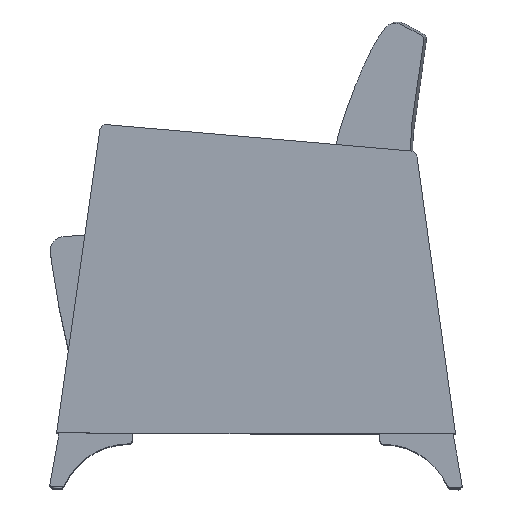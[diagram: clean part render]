
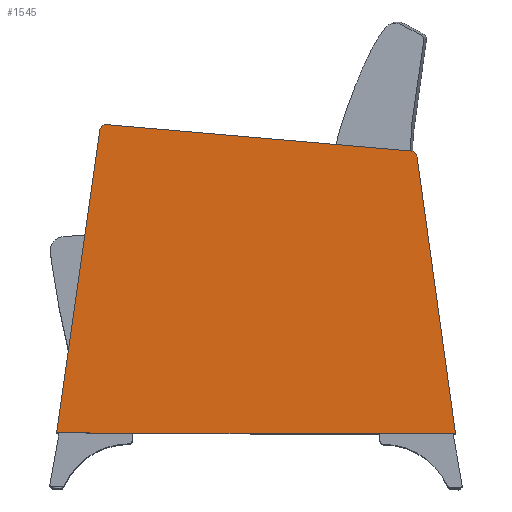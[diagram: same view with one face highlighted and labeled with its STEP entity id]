
A CAD part, top view. The second image highlights one B-rep face of the part: STEP entity #1545.
In plain terms, the highlighted planar face has unit normal (0, 0, 1).
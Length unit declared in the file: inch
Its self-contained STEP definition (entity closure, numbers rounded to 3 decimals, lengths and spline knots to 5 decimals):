
#256=PLANE('',#1770);
#358=FACE_OUTER_BOUND('',#486,.T.);
#486=EDGE_LOOP('',(#1410,#1411,#1412,#1413,#1414,#1415));
#530=LINE('',#3531,#578);
#533=LINE('',#3536,#581);
#534=LINE('',#3541,#582);
#535=LINE('',#3542,#583);
#578=VECTOR('',#2169,0.3937);
#581=VECTOR('',#2174,0.3937);
#582=VECTOR('',#2179,0.3937);
#583=VECTOR('',#2180,0.3937);
#663=CIRCLE('',#1764,0.5);
#666=CIRCLE('',#1771,0.5);
#793=VERTEX_POINT('',#3511);
#794=VERTEX_POINT('',#3512);
#801=VERTEX_POINT('',#3530);
#802=VERTEX_POINT('',#3534);
#803=VERTEX_POINT('',#3538);
#804=VERTEX_POINT('',#3540);
#994=EDGE_CURVE('',#793,#794,#663,.T.);
#1003=EDGE_CURVE('',#794,#801,#530,.T.);
#1006=EDGE_CURVE('',#793,#802,#533,.T.);
#1007=EDGE_CURVE('',#803,#802,#666,.T.);
#1008=EDGE_CURVE('',#804,#803,#534,.T.);
#1009=EDGE_CURVE('',#801,#804,#535,.T.);
#1410=ORIENTED_EDGE('',*,*,#994,.F.);
#1411=ORIENTED_EDGE('',*,*,#1006,.T.);
#1412=ORIENTED_EDGE('',*,*,#1007,.F.);
#1413=ORIENTED_EDGE('',*,*,#1008,.F.);
#1414=ORIENTED_EDGE('',*,*,#1009,.F.);
#1415=ORIENTED_EDGE('',*,*,#1003,.F.);
#1545=ADVANCED_FACE('',(#358),#256,.T.);
#1764=AXIS2_PLACEMENT_3D('',#3513,#2153,#2154);
#1770=AXIS2_PLACEMENT_3D('',#3537,#2175,#2176);
#1771=AXIS2_PLACEMENT_3D('',#3539,#2177,#2178);
#2153=DIRECTION('center_axis',(0.,0.,-1.));
#2154=DIRECTION('ref_axis',(0.687,0.726,0.));
#2169=DIRECTION('',(0.139,-0.99,0.));
#2174=DIRECTION('',(-0.996,0.084,0.));
#2175=DIRECTION('center_axis',(0.,0.,1.));
#2176=DIRECTION('ref_axis',(1.,0.,0.));
#2177=DIRECTION('center_axis',(0.,0.,-1.));
#2178=DIRECTION('ref_axis',(-0.656,0.755,0.));
#2179=DIRECTION('',(0.139,0.99,0.));
#2180=DIRECTION('',(-1.,0.,0.));
#3511=CARTESIAN_POINT('',(9.12104,20.07558,2.75));
#3512=CARTESIAN_POINT('',(9.57405,19.64695,2.75));
#3513=CARTESIAN_POINT('Origin',(9.07891,19.57736,2.75));
#3530=CARTESIAN_POINT('',(12.28079,0.38751,2.75));
#3531=CARTESIAN_POINT('',(9.25916,21.88751,2.75));
#3534=CARTESIAN_POINT('',(-12.15771,21.87479,2.75));
#3536=CARTESIAN_POINT('',(-6.44152,21.39147,2.75));
#3537=CARTESIAN_POINT('Origin',(-1.61059,10.43854,2.75));
#3538=CARTESIAN_POINT('',(-12.54082,21.45709,2.75));
#3539=CARTESIAN_POINT('Origin',(-12.04569,21.38751,2.75));
#3540=CARTESIAN_POINT('',(-15.50196,0.38751,2.75));
#3541=CARTESIAN_POINT('',(-15.50196,0.38751,2.75));
#3542=CARTESIAN_POINT('',(12.28079,0.38751,2.75));
